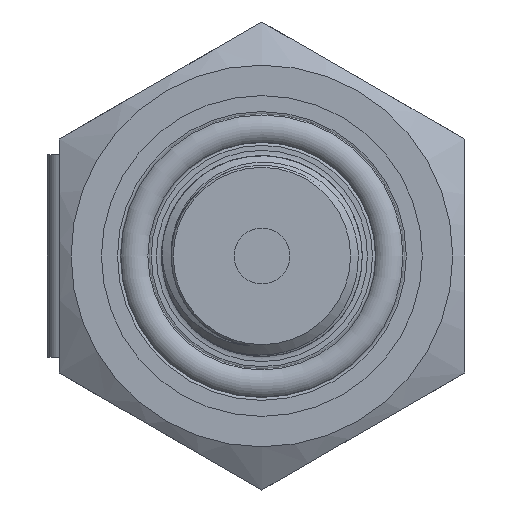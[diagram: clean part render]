
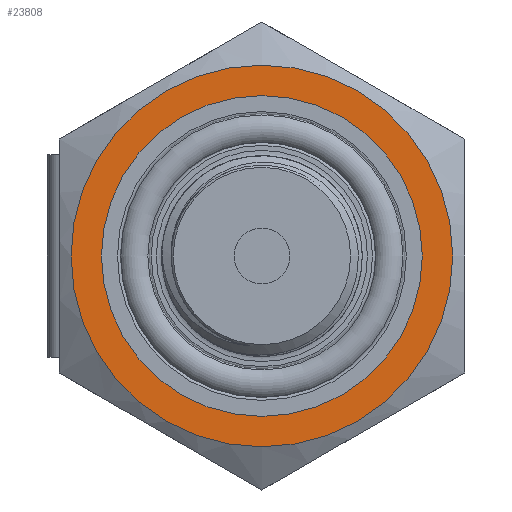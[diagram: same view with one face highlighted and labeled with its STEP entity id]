
A CAD part, left-side view. The second image highlights one B-rep face of the part: STEP entity #23808.
In plain terms, the highlighted planar face has unit normal (-1, 0, 0).
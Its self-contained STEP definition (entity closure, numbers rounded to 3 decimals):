
#218=FACE_BOUND('',#3048,.T.);
#410=PLANE('',#25142);
#1661=FACE_OUTER_BOUND('',#3047,.T.);
#3047=EDGE_LOOP('',(#17670));
#3048=EDGE_LOOP('',(#17671));
#4266=CIRCLE('',#25107,11.3);
#4284=CIRCLE('',#25141,9.5);
#10486=VERTEX_POINT('',#46290);
#10506=VERTEX_POINT('',#47639);
#13132=EDGE_CURVE('',#10486,#10486,#4266,.T.);
#13169=EDGE_CURVE('',#10506,#10506,#4284,.T.);
#17670=ORIENTED_EDGE('',*,*,#13132,.T.);
#17671=ORIENTED_EDGE('',*,*,#13169,.T.);
#23808=ADVANCED_FACE('',(#1661,#218),#410,.T.);
#25107=AXIS2_PLACEMENT_3D('',#46292,#27622,#27623);
#25141=AXIS2_PLACEMENT_3D('',#47640,#27698,#27699);
#25142=AXIS2_PLACEMENT_3D('',#47642,#27701,#27702);
#27622=DIRECTION('center_axis',(-1.,0.,0.));
#27623=DIRECTION('ref_axis',(0.,1.,0.));
#27698=DIRECTION('center_axis',(1.,0.,0.));
#27699=DIRECTION('ref_axis',(0.,0.,-1.));
#27701=DIRECTION('center_axis',(-1.,0.,0.));
#27702=DIRECTION('ref_axis',(0.,0.,1.));
#46290=CARTESIAN_POINT('',(14.,-11.3,0.));
#46292=CARTESIAN_POINT('Origin',(14.,0.,0.));
#47639=CARTESIAN_POINT('',(14.,-9.5,0.));
#47640=CARTESIAN_POINT('Origin',(14.,0.,0.));
#47642=CARTESIAN_POINT('Origin',(14.,12.,0.));
